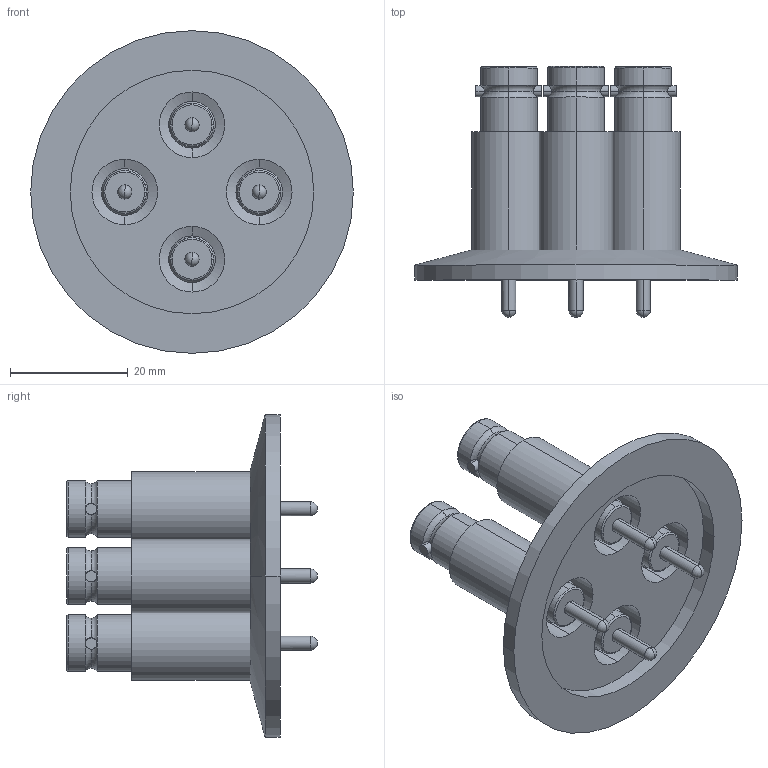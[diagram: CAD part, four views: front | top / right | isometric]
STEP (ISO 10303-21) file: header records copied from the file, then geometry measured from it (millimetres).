
FILE_DESCRIPTION (( 'STEP AP203' ), '1' );
FILE_NAME ('A6984-2-QF.STEP', '2012-06-05T15:04:56', ( '' ), ( '' ), 'SwSTEP 2.0', 'SolidWorks 2012', '' );
FILE_SCHEMA (( 'CONFIG_CONTROL_DESIGN' ));
Length unit declared in the file: inch
Products named in the file (1): A6984-2-QF
Bounding box: 54.86 x 42.67 x 54.86 mm (x, y, z)
Volume: 14033.9 mm3; surface area: 19938 mm2
Topology: 1 solids, 1 shells, 413 faces, 928 edges, 570 vertices
Faces by surface type: cylinder 208, plane 91, torus 64, cone 42, sphere 8
Entity records: 12787 total; most frequent: CARTESIAN_POINT 3168, DIRECTION 2266, ORIENTED_EDGE 1824, AXIS2_PLACEMENT_3D 980, EDGE_CURVE 912, CIRCLE 566, VERTEX_POINT 562, EDGE_LOOP 474
